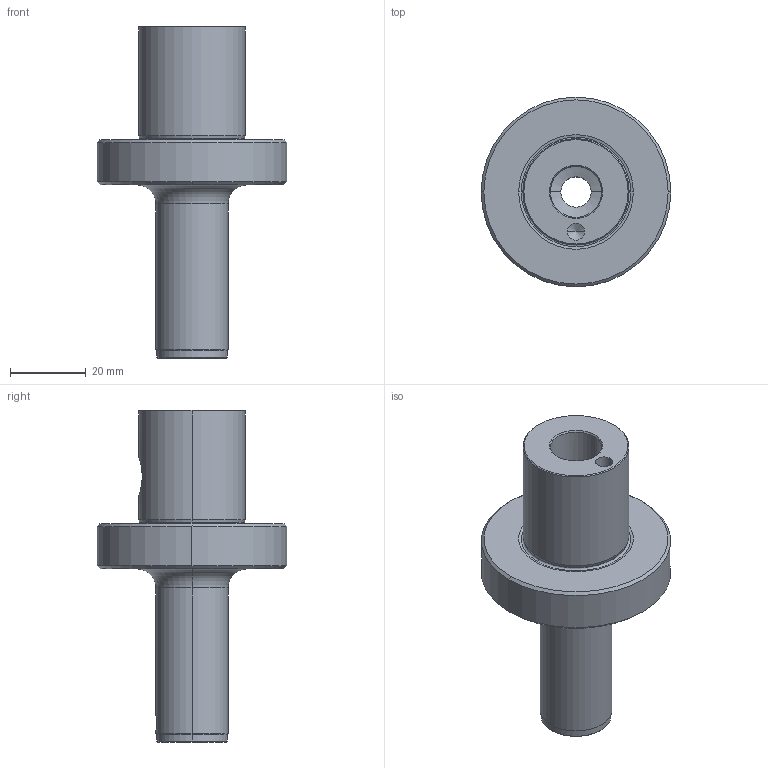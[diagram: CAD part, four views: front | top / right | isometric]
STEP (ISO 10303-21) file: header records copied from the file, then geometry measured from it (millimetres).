
FILE_DESCRIPTION(('no description'),'unknown implementation level');
FILE_NAME('314796A7-81D2-4C57-9296-291A5F4D770C_export.stp',' ',('CIMSOURCE GmbH'),('CADClick - KiM GmbH - www.kimweb.de'),'unknown preprocess','ACIS','unknown authorization');
FILE_SCHEMA(('automotive_design'));
Length unit declared in the file: millimetre
Products named in the file (2): 332.511 Kaiser CK5 X CK1 X 70B|332.511 Kaiser CK5 X CK1 X 70B_Standard;NONE; 332.511 Kaiser CK5 X CK1 X 70B|690.431 Kaiser ETL M4 X 5 CK1_Standard;NONE
Bounding box: 50 x 50 x 87.5 mm (x, y, z)
Volume: 46293 mm3; surface area: 14044.7 mm2
Topology: 2 solids, 2 shells, 110 faces, 250 edges, 144 vertices
Faces by surface type: cone 46, cylinder 30, plane 28, torus 6
Entity records: 6190 total; most frequent: CARTESIAN_POINT 815, DIRECTION 566, STYLED_ITEM 502, PRESENTATION_STYLE_ASSIGNMENT 502, COLOUR_RGB 502, ORIENTED_EDGE 492, EDGE_CURVE 246, CURVE_STYLE 246
